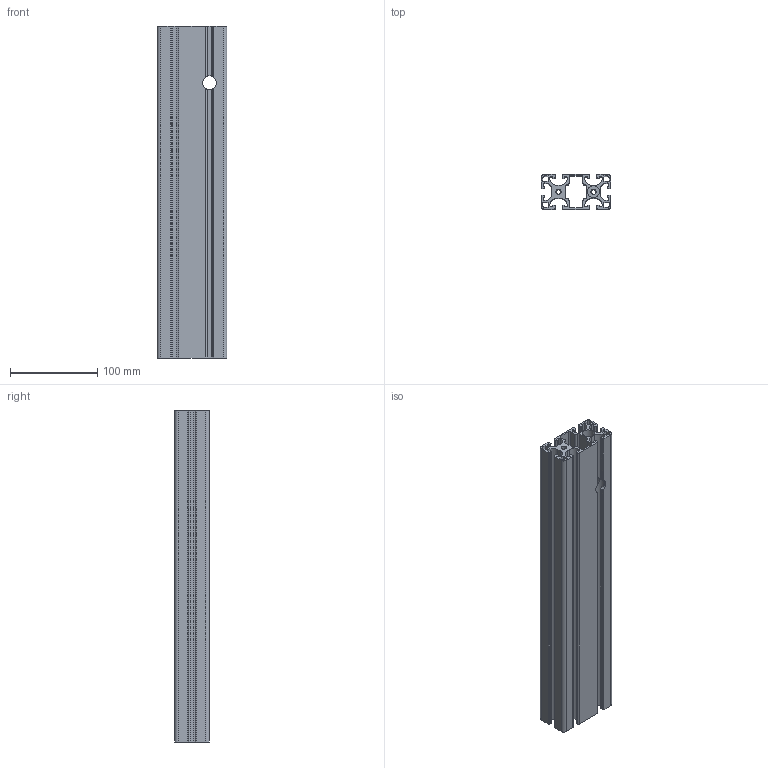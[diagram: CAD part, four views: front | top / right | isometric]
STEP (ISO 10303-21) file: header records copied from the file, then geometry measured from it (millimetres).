
FILE_DESCRIPTION(/* description */ ('Unknown'),/* implementation_level */ '2;1');
FILE_NAME(/* name */ 'Alu_profil_80x40',/* time_stamp */ '2023-03-05T09:57:09+01:00',/* author */ ('Unknown'),/* organization */ ('Unknown'),/* preprocessor_version */ 'ST-DEVELOPER v18.1',/* originating_system */ 'Solid Edge',/* authorisation */ 'Unknown');
FILE_SCHEMA (('AUTOMOTIVE_DESIGN {1 0 10303 214 3 1 1}'));
Length unit declared in the file: millimetre
Products named in the file (1): Wheelframe_380mm
Bounding box: 80 x 40 x 380 mm (x, y, z)
Volume: 439013.3 mm3; surface area: 290066.9 mm2
Topology: 1 solids, 1 shells, 200 faces, 600 edges, 398 vertices
Faces by surface type: plane 115, cylinder 85
Full cylindrical faces by diameter (mm): 6 x3, 13.5 x1, 16 x1
Entity records: 6892 total; most frequent: CARTESIAN_POINT 1345, ORIENTED_EDGE 1184, DIRECTION 1134, EDGE_CURVE 592, LINE 400, VECTOR 400, VERTEX_POINT 396, AXIS2_PLACEMENT_3D 367
